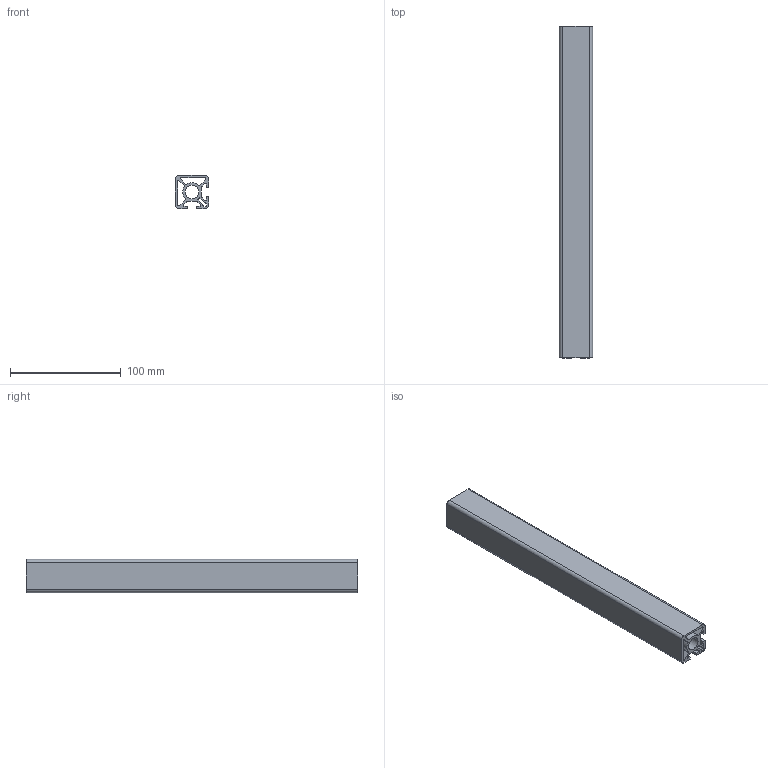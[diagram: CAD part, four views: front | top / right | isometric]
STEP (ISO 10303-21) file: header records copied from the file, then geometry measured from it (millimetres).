
FILE_DESCRIPTION (( 'STEP AP214' ), '1' );
FILE_NAME ('1728062251781.step', '2024-10-04T17:17:34', ( 'Windows User' ), ( '' ), 'SwSTEP 2.0', 'SolidWorks 2011', '' );
FILE_SCHEMA (( 'AUTOMOTIVE_DESIGN' ));
Length unit declared in the file: millimetre
Products named in the file (2): 1728062251781; 1.11.030030.22SBPx300.00(1)
Assembly tree (1 placements, depth 2):
  1728062251781
    1.11.030030.22SBPx300.00(1)
Bounding box: 30 x 300 x 30 mm (x, y, z)
Volume: 118640.5 mm3; surface area: 100066.4 mm2
Topology: 1 solids, 1 shells, 70 faces, 204 edges, 136 vertices
Faces by surface type: cylinder 36, plane 34
Entity records: 2422 total; most frequent: DIRECTION 424, CARTESIAN_POINT 414, ORIENTED_EDGE 408, EDGE_CURVE 204, AXIS2_PLACEMENT_3D 146, VERTEX_POINT 136, VECTOR 132, LINE 132
